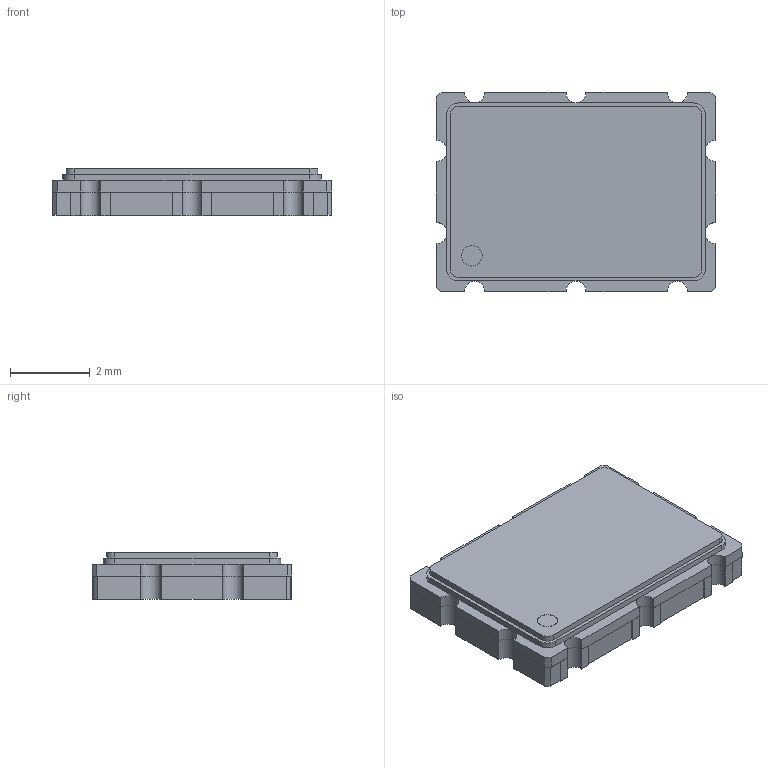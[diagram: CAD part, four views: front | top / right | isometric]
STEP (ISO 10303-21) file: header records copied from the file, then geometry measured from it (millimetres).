
FILE_DESCRIPTION (( 'STEP AP214' ), '1' );
FILE_NAME ('User Library-EG-2121CA.STEP', '2017-05-03T14:17:38', ( 'Windows User' ), ( '' ), 'SwSTEP 2.0', 'SolidWorks 2017', '' );
FILE_SCHEMA (( 'AUTOMOTIVE_DESIGN' ));
Length unit declared in the file: millimetre
Products named in the file (1): User Library-EG-2121CA
Bounding box: 7 x 5 x 1.2 mm (x, y, z)
Volume: 38.3 mm3; surface area: 98.7 mm2
Topology: 1 solids, 1 shells, 201 faces, 573 edges, 376 vertices
Faces by surface type: plane 125, cylinder 76
Entity records: 8794 total; most frequent: CARTESIAN_POINT 1169, ORIENTED_EDGE 1146, DIRECTION 1131, EDGE_CURVE 573, VECTOR 407, LINE 407, VERTEX_POINT 376, AXIS2_PLACEMENT_3D 362
